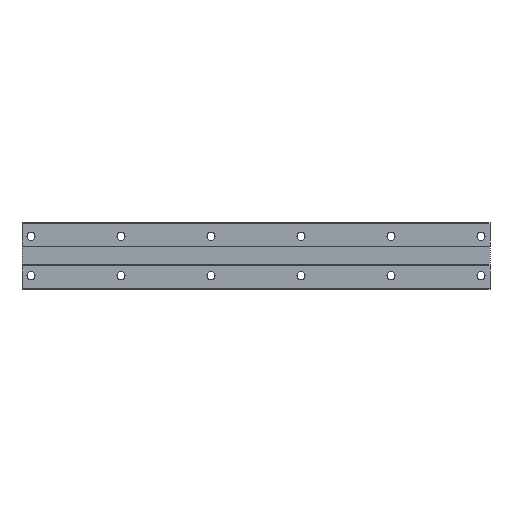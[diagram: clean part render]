
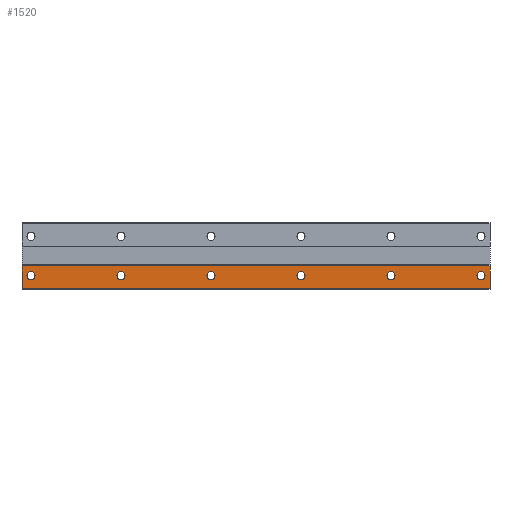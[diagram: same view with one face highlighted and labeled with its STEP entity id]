
A CAD part, front view. The second image highlights one B-rep face of the part: STEP entity #1520.
In plain terms, the highlighted planar face has unit normal (0, -1, 0).
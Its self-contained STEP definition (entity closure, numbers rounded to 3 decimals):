
#1 = EDGE_CURVE ( 'NONE', #386, #767, #1356, .T. ) ;
#10 = ORIENTED_EDGE ( 'NONE', *, *, #624, .F. ) ;
#15 = AXIS2_PLACEMENT_3D ( 'NONE', #1970, #2888, #740 ) ;
#40 = VERTEX_POINT ( 'NONE', #2916 ) ;
#45 = DIRECTION ( 'NONE',  ( 0., -1., 0. ) ) ;
#57 = VERTEX_POINT ( 'NONE', #2668 ) ;
#83 = DIRECTION ( 'NONE',  ( 0., 0., 1. ) ) ;
#96 = DIRECTION ( 'NONE',  ( 0., -1., 0. ) ) ;
#101 = CARTESIAN_POINT ( 'NONE',  ( 255., 0., -5.5 ) ) ;
#110 = CARTESIAN_POINT ( 'NONE',  ( 100., 0., -11. ) ) ;
#115 = DIRECTION ( 'NONE',  ( 0., 1., 0. ) ) ;
#137 = VERTEX_POINT ( 'NONE', #1129 ) ;
#160 = CARTESIAN_POINT ( 'NONE',  ( 200., 0., -11. ) ) ;
#166 = CIRCLE ( 'NONE', #15, 2.25 ) ;
#182 = DIRECTION ( 'NONE',  ( 0., -1., 0. ) ) ;
#218 = EDGE_CURVE ( 'NONE', #1034, #40, #2977, .T. ) ;
#231 = DIRECTION ( 'NONE',  ( 0., 0., 1. ) ) ;
#261 = CARTESIAN_POINT ( 'NONE',  ( 255., 0., -5.5 ) ) ;
#263 = CIRCLE ( 'NONE', #1435, 2.25 ) ;
#265 = EDGE_CURVE ( 'NONE', #1794, #1019, #1248, .T. ) ;
#279 = EDGE_LOOP ( 'NONE', ( #2067, #10 ) ) ;
#296 = ORIENTED_EDGE ( 'NONE', *, *, #928, .F. ) ;
#297 = DIRECTION ( 'NONE',  ( 0., 0., 1. ) ) ;
#300 = EDGE_LOOP ( 'NONE', ( #1984, #1812 ) ) ;
#313 = FACE_BOUND ( 'NONE', #1661, .T. ) ;
#383 = AXIS2_PLACEMENT_3D ( 'NONE', #1715, #1509, #1769 ) ;
#386 = VERTEX_POINT ( 'NONE', #816 ) ;
#393 = DIRECTION ( 'NONE',  ( 0., -1., 0. ) ) ;
#423 = CIRCLE ( 'NONE', #2140, 2.25 ) ;
#436 = CARTESIAN_POINT ( 'NONE',  ( 100., 0., -11. ) ) ;
#466 = ORIENTED_EDGE ( 'NONE', *, *, #1160, .F. ) ;
#467 = VECTOR ( 'NONE', #2073, 1000. ) ;
#503 = AXIS2_PLACEMENT_3D ( 'NONE', #110, #2170, #2913 ) ;
#524 = ORIENTED_EDGE ( 'NONE', *, *, #2535, .F. ) ;
#540 = PLANE ( 'NONE',  #1487 ) ;
#579 = EDGE_CURVE ( 'NONE', #1182, #1501, #2096, .T. ) ;
#624 = EDGE_CURVE ( 'NONE', #882, #137, #423, .T. ) ;
#636 = CARTESIAN_POINT ( 'NONE',  ( 0., 0., -11. ) ) ;
#639 = EDGE_CURVE ( 'NONE', #2463, #57, #1055, .T. ) ;
#705 = LINE ( 'NONE', #261, #1803 ) ;
#724 = EDGE_CURVE ( 'NONE', #913, #1034, #705, .T. ) ;
#731 = CARTESIAN_POINT ( 'NONE',  ( 250., 0., -8.75 ) ) ;
#740 = DIRECTION ( 'NONE',  ( 0., 0., 1. ) ) ;
#746 = DIRECTION ( 'NONE',  ( 1., 0., 0. ) ) ;
#750 = VECTOR ( 'NONE', #2054, 1000. ) ;
#761 = CARTESIAN_POINT ( 'NONE',  ( -5., 0., -18. ) ) ;
#767 = VERTEX_POINT ( 'NONE', #731 ) ;
#779 = CARTESIAN_POINT ( 'NONE',  ( -5., 0., -5.5 ) ) ;
#792 = DIRECTION ( 'NONE',  ( 0., -1., 0. ) ) ;
#795 = ORIENTED_EDGE ( 'NONE', *, *, #724, .F. ) ;
#816 = CARTESIAN_POINT ( 'NONE',  ( 250., 0., -13.25 ) ) ;
#823 = FACE_BOUND ( 'NONE', #300, .T. ) ;
#867 = EDGE_CURVE ( 'NONE', #1501, #1182, #2060, .T. ) ;
#876 = DIRECTION ( 'NONE',  ( 0., -1., 0. ) ) ;
#882 = VERTEX_POINT ( 'NONE', #2013 ) ;
#913 = VERTEX_POINT ( 'NONE', #779 ) ;
#928 = EDGE_CURVE ( 'NONE', #1604, #1287, #1671, .T. ) ;
#952 = CARTESIAN_POINT ( 'NONE',  ( 0., 0., -8.75 ) ) ;
#1019 = VERTEX_POINT ( 'NONE', #1124 ) ;
#1020 = CARTESIAN_POINT ( 'NONE',  ( 50., 0., -8.75 ) ) ;
#1034 = VERTEX_POINT ( 'NONE', #1092 ) ;
#1044 = EDGE_CURVE ( 'NONE', #1019, #1794, #2224, .T. ) ;
#1053 = AXIS2_PLACEMENT_3D ( 'NONE', #2028, #2987, #1114 ) ;
#1055 = CIRCLE ( 'NONE', #2767, 2.25 ) ;
#1092 = CARTESIAN_POINT ( 'NONE',  ( 255., 0., -5.5 ) ) ;
#1107 = AXIS2_PLACEMENT_3D ( 'NONE', #1283, #393, #2046 ) ;
#1109 = CARTESIAN_POINT ( 'NONE',  ( 50., 0., -11. ) ) ;
#1114 = DIRECTION ( 'NONE',  ( 0., 0., 1. ) ) ;
#1124 = CARTESIAN_POINT ( 'NONE',  ( 0., 0., -13.25 ) ) ;
#1129 = CARTESIAN_POINT ( 'NONE',  ( 100., 0., -8.75 ) ) ;
#1160 = EDGE_CURVE ( 'NONE', #57, #2463, #2651, .T. ) ;
#1172 = EDGE_LOOP ( 'NONE', ( #1629, #296 ) ) ;
#1182 = VERTEX_POINT ( 'NONE', #1412 ) ;
#1189 = VECTOR ( 'NONE', #83, 1000. ) ;
#1215 = DIRECTION ( 'NONE',  ( 0., 0., 1. ) ) ;
#1233 = FACE_BOUND ( 'NONE', #1472, .T. ) ;
#1248 = CIRCLE ( 'NONE', #2955, 2.25 ) ;
#1265 = EDGE_CURVE ( 'NONE', #767, #386, #166, .T. ) ;
#1283 = CARTESIAN_POINT ( 'NONE',  ( 250., 0., -11. ) ) ;
#1284 = FACE_BOUND ( 'NONE', #1172, .T. ) ;
#1287 = VERTEX_POINT ( 'NONE', #1020 ) ;
#1314 = DIRECTION ( 'NONE',  ( 0., -1., 0. ) ) ;
#1344 = DIRECTION ( 'NONE',  ( 0., 0., 1. ) ) ;
#1356 = CIRCLE ( 'NONE', #1107, 2.25 ) ;
#1389 = AXIS2_PLACEMENT_3D ( 'NONE', #2594, #45, #231 ) ;
#1408 = EDGE_CURVE ( 'NONE', #2430, #913, #2864, .T. ) ;
#1412 = CARTESIAN_POINT ( 'NONE',  ( 150., 0., -13.25 ) ) ;
#1435 = AXIS2_PLACEMENT_3D ( 'NONE', #2201, #96, #1215 ) ;
#1472 = EDGE_LOOP ( 'NONE', ( #2751, #466 ) ) ;
#1487 = AXIS2_PLACEMENT_3D ( 'NONE', #101, #115, #297 ) ;
#1501 = VERTEX_POINT ( 'NONE', #2239 ) ;
#1509 = DIRECTION ( 'NONE',  ( 0., -1., 0. ) ) ;
#1513 = FACE_BOUND ( 'NONE', #279, .T. ) ;
#1515 = EDGE_LOOP ( 'NONE', ( #2399, #2607 ) ) ;
#1520 = ADVANCED_FACE ( 'NONE', ( #2917, #823, #313, #1233, #2204, #1513, #1284 ), #540, .F. ) ;
#1536 = DIRECTION ( 'NONE',  ( 0., 0., 1. ) ) ;
#1566 = ORIENTED_EDGE ( 'NONE', *, *, #1, .F. ) ;
#1604 = VERTEX_POINT ( 'NONE', #2441 ) ;
#1629 = ORIENTED_EDGE ( 'NONE', *, *, #1978, .F. ) ;
#1661 = EDGE_LOOP ( 'NONE', ( #2377, #1566 ) ) ;
#1671 = CIRCLE ( 'NONE', #2464, 2.25 ) ;
#1715 = CARTESIAN_POINT ( 'NONE',  ( 150., 0., -11. ) ) ;
#1769 = DIRECTION ( 'NONE',  ( 0., 0., 1. ) ) ;
#1786 = CIRCLE ( 'NONE', #503, 2.25 ) ;
#1794 = VERTEX_POINT ( 'NONE', #952 ) ;
#1803 = VECTOR ( 'NONE', #746, 1000. ) ;
#1812 = ORIENTED_EDGE ( 'NONE', *, *, #1044, .F. ) ;
#1842 = ORIENTED_EDGE ( 'NONE', *, *, #218, .F. ) ;
#1880 = AXIS2_PLACEMENT_3D ( 'NONE', #2957, #2774, #2278 ) ;
#1906 = CARTESIAN_POINT ( 'NONE',  ( 255., 0., -5.5 ) ) ;
#1970 = CARTESIAN_POINT ( 'NONE',  ( 250., 0., -11. ) ) ;
#1978 = EDGE_CURVE ( 'NONE', #1287, #1604, #263, .T. ) ;
#1984 = ORIENTED_EDGE ( 'NONE', *, *, #265, .F. ) ;
#2001 = EDGE_CURVE ( 'NONE', #137, #882, #1786, .T. ) ;
#2013 = CARTESIAN_POINT ( 'NONE',  ( 100., 0., -13.25 ) ) ;
#2028 = CARTESIAN_POINT ( 'NONE',  ( 150., 0., -11. ) ) ;
#2046 = DIRECTION ( 'NONE',  ( 0., 0., 1. ) ) ;
#2054 = DIRECTION ( 'NONE',  ( -1., 0., 0. ) ) ;
#2060 = CIRCLE ( 'NONE', #383, 2.25 ) ;
#2067 = ORIENTED_EDGE ( 'NONE', *, *, #2001, .F. ) ;
#2073 = DIRECTION ( 'NONE',  ( 0., 0., -1. ) ) ;
#2096 = CIRCLE ( 'NONE', #1053, 2.25 ) ;
#2140 = AXIS2_PLACEMENT_3D ( 'NONE', #436, #876, #2976 ) ;
#2170 = DIRECTION ( 'NONE',  ( 0., -1., 0. ) ) ;
#2201 = CARTESIAN_POINT ( 'NONE',  ( 50., 0., -11. ) ) ;
#2204 = FACE_BOUND ( 'NONE', #1515, .T. ) ;
#2224 = CIRCLE ( 'NONE', #1880, 2.25 ) ;
#2230 = LINE ( 'NONE', #2513, #750 ) ;
#2239 = CARTESIAN_POINT ( 'NONE',  ( 150., 0., -8.75 ) ) ;
#2278 = DIRECTION ( 'NONE',  ( 0., 0., 1. ) ) ;
#2377 = ORIENTED_EDGE ( 'NONE', *, *, #1265, .F. ) ;
#2394 = EDGE_LOOP ( 'NONE', ( #524, #1842, #795, #2854 ) ) ;
#2399 = ORIENTED_EDGE ( 'NONE', *, *, #867, .F. ) ;
#2430 = VERTEX_POINT ( 'NONE', #761 ) ;
#2441 = CARTESIAN_POINT ( 'NONE',  ( 50., 0., -13.25 ) ) ;
#2463 = VERTEX_POINT ( 'NONE', #2725 ) ;
#2464 = AXIS2_PLACEMENT_3D ( 'NONE', #1109, #1314, #1536 ) ;
#2513 = CARTESIAN_POINT ( 'NONE',  ( 255., 0., -18. ) ) ;
#2535 = EDGE_CURVE ( 'NONE', #40, #2430, #2230, .T. ) ;
#2594 = CARTESIAN_POINT ( 'NONE',  ( 200., 0., -11. ) ) ;
#2607 = ORIENTED_EDGE ( 'NONE', *, *, #579, .F. ) ;
#2651 = CIRCLE ( 'NONE', #1389, 2.25 ) ;
#2668 = CARTESIAN_POINT ( 'NONE',  ( 200., 0., -13.25 ) ) ;
#2697 = CARTESIAN_POINT ( 'NONE',  ( -5., 0., -5.5 ) ) ;
#2725 = CARTESIAN_POINT ( 'NONE',  ( 200., 0., -8.75 ) ) ;
#2751 = ORIENTED_EDGE ( 'NONE', *, *, #639, .F. ) ;
#2767 = AXIS2_PLACEMENT_3D ( 'NONE', #160, #182, #1344 ) ;
#2774 = DIRECTION ( 'NONE',  ( 0., -1., 0. ) ) ;
#2854 = ORIENTED_EDGE ( 'NONE', *, *, #1408, .F. ) ;
#2856 = DIRECTION ( 'NONE',  ( 0., 0., 1. ) ) ;
#2864 = LINE ( 'NONE', #2697, #1189 ) ;
#2888 = DIRECTION ( 'NONE',  ( 0., -1., 0. ) ) ;
#2913 = DIRECTION ( 'NONE',  ( 0., 0., 1. ) ) ;
#2916 = CARTESIAN_POINT ( 'NONE',  ( 255., 0., -18. ) ) ;
#2917 = FACE_OUTER_BOUND ( 'NONE', #2394, .T. ) ;
#2955 = AXIS2_PLACEMENT_3D ( 'NONE', #636, #792, #2856 ) ;
#2957 = CARTESIAN_POINT ( 'NONE',  ( 0., 0., -11. ) ) ;
#2976 = DIRECTION ( 'NONE',  ( 0., 0., 1. ) ) ;
#2977 = LINE ( 'NONE', #1906, #467 ) ;
#2987 = DIRECTION ( 'NONE',  ( 0., -1., 0. ) ) ;
